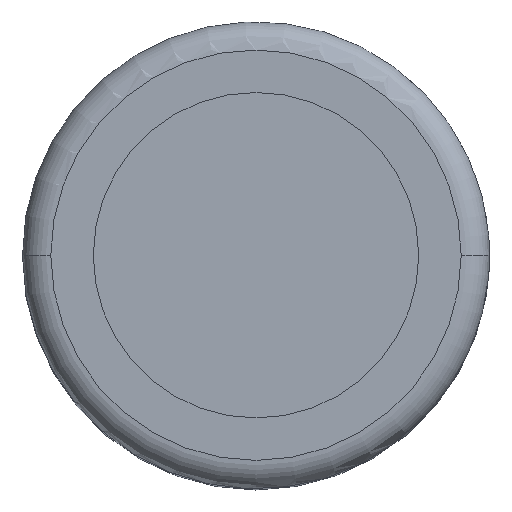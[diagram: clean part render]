
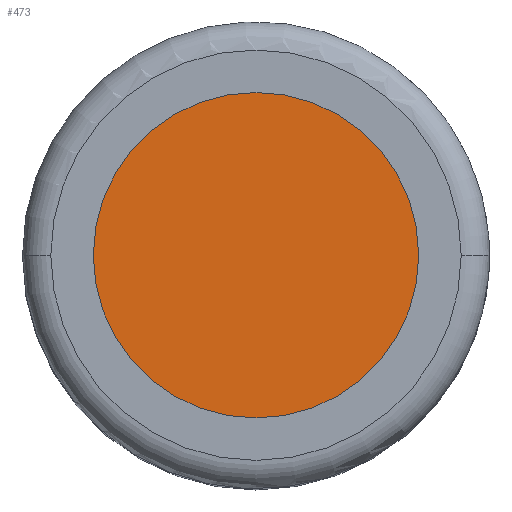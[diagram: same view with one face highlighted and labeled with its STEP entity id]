
A CAD part, top view. The second image highlights one B-rep face of the part: STEP entity #473.
In plain terms, the highlighted planar face has unit normal (0, 0, 1).
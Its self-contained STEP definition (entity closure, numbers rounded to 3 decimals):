
#393=CARTESIAN_POINT('',(5.758,0.,26.7));
#394=VERTEX_POINT('',#393);
#403=CARTESIAN_POINT('',(-5.758,0.,26.7));
#404=VERTEX_POINT('',#403);
#405=CARTESIAN_POINT('',(0.0,0.,26.7));
#406=DIRECTION('',(0.0,0.0,1.0));
#407=DIRECTION('',(1.0,0.0,0.0));
#408=AXIS2_PLACEMENT_3D('',#405,#406,#407);
#409=CIRCLE('',#408,5.758);
#410=EDGE_CURVE('',#404,#394,#409,.T.);
#444=CARTESIAN_POINT('',(0.0,0.,26.7));
#445=DIRECTION('',(0.0,0.0,1.0));
#446=DIRECTION('',(1.0,0.0,0.0));
#447=AXIS2_PLACEMENT_3D('',#444,#445,#446);
#448=CIRCLE('',#447,5.758);
#449=EDGE_CURVE('',#394,#404,#448,.T.);
#464=CARTESIAN_POINT('',(0.0,0.,26.7));
#465=DIRECTION('',(0.0,0.0,1.0));
#466=DIRECTION('',(1.0,0.0,0.0));
#467=AXIS2_PLACEMENT_3D('',#464,#465,#466);
#468=PLANE('',#467);
#469=ORIENTED_EDGE('',*,*,#449,.T.);
#470=ORIENTED_EDGE('',*,*,#410,.T.);
#471=EDGE_LOOP('',(#469,#470));
#472=FACE_OUTER_BOUND('',#471,.T.);
#473=ADVANCED_FACE('',(#472),#468,.T.);
